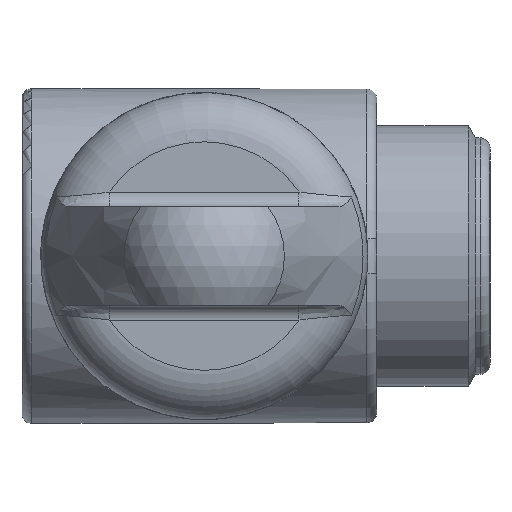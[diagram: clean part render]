
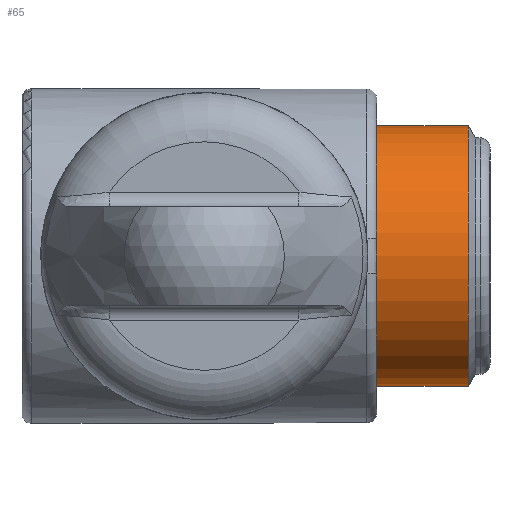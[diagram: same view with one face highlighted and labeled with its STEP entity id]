
A CAD part, left-side view. The second image highlights one B-rep face of the part: STEP entity #65.
In plain terms, the highlighted cylindrical face has radius 13.22 mm (diameter 26.44 mm), a full revolution.
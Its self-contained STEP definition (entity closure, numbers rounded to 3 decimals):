
#65 = ADVANCED_FACE( '', ( #168, #169 ), #170, .T. );
#168 = FACE_OUTER_BOUND( '', #1332, .T. );
#169 = FACE_OUTER_BOUND( '', #1333, .T. );
#170 = CYLINDRICAL_SURFACE( '', #1334, 13.22 );
#1332 = EDGE_LOOP( '', ( #2689 ) );
#1333 = EDGE_LOOP( '', ( #2690 ) );
#1334 = AXIS2_PLACEMENT_3D( '', #2691, #2692, #2693 );
#2689 = ORIENTED_EDGE( '', *, *, #3048, .F. );
#2690 = ORIENTED_EDGE( '', *, *, #3049, .T. );
#2691 = CARTESIAN_POINT( '', ( -129., -29., 0. ) );
#2692 = DIRECTION( '', ( 0., -1., 0. ) );
#2693 = DIRECTION( '', ( 0., 0., 1. ) );
#3048 = EDGE_CURVE( '', #3199, #3199, #3200, .T. );
#3049 = EDGE_CURVE( '', #3201, #3201, #3202, .T. );
#3199 = VERTEX_POINT( '', #4274 );
#3200 = CIRCLE( '', #4275, 13.22 );
#3201 = VERTEX_POINT( '', #4276 );
#3202 = CIRCLE( '', #4277, 13.22 );
#4274 = CARTESIAN_POINT( '', ( -129., -17.5, 13.22 ) );
#4275 = AXIS2_PLACEMENT_3D( '', #4930, #4931, #4932 );
#4276 = CARTESIAN_POINT( '', ( -129., -26.796, 13.22 ) );
#4277 = AXIS2_PLACEMENT_3D( '', #4933, #4934, #4935 );
#4930 = CARTESIAN_POINT( '', ( -129., -17.5, 0. ) );
#4931 = DIRECTION( '', ( 0., 1., 0. ) );
#4932 = DIRECTION( '', ( 0., 0., 1. ) );
#4933 = CARTESIAN_POINT( '', ( -129., -26.796, 0. ) );
#4934 = DIRECTION( '', ( 0., 1., 0. ) );
#4935 = DIRECTION( '', ( 0., 0., 1. ) );
